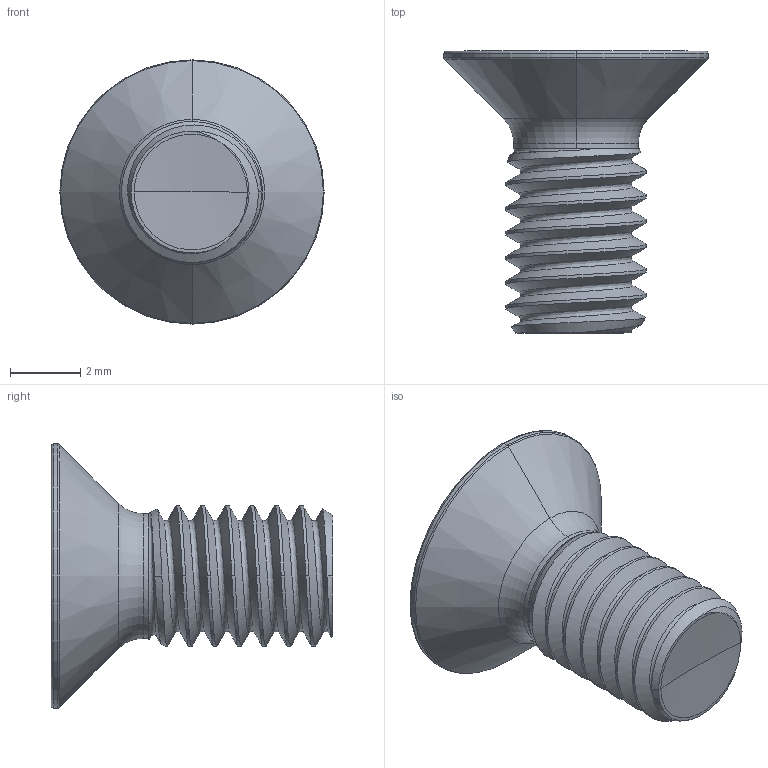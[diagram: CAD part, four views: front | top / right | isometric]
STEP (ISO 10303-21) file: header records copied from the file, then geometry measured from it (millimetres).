
FILE_DESCRIPTION (( 'STEP AP203' ), '1' );
FILE_NAME ('STM330400080.STEP', '2019-03-16T02:31:48', ( '' ), ( '' ), 'SwSTEP 2.0', 'SolidWorks 2015', '' );
FILE_SCHEMA (( 'CONFIG_CONTROL_DESIGN' ));
Length unit declared in the file: millimetre
Products named in the file (1): STM330400080
Bounding box: 7.5 x 8 x 7.5 mm (x, y, z)
Volume: 108.2 mm3; surface area: 230.7 mm2
Topology: 1 solids, 1 shells, 171 faces, 388 edges, 218 vertices
Faces by surface type: cylinder 57, bspline 46, sphere 26, plane 24, cone 10, torus 8
Entity records: 13626 total; most frequent: CARTESIAN_POINT 10171, ORIENTED_EDGE 772, DIRECTION 640, EDGE_CURVE 386, AXIS2_PLACEMENT_3D 268, VERTEX_POINT 218, EDGE_LOOP 172, FACE_OUTER_BOUND 171
